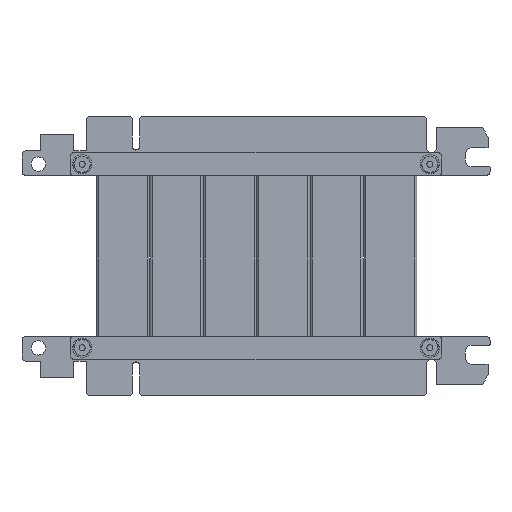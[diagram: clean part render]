
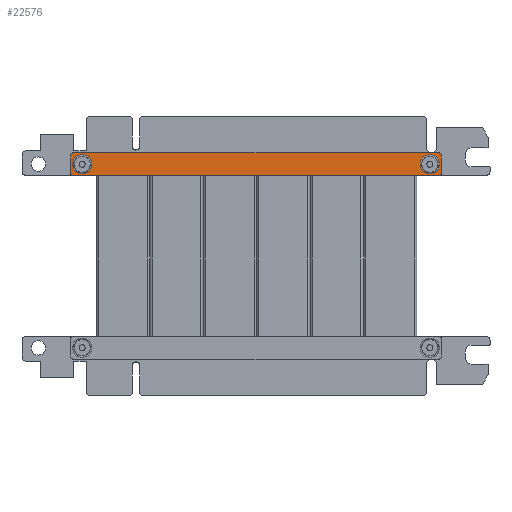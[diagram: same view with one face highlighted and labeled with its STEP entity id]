
A CAD part, top view. The second image highlights one B-rep face of the part: STEP entity #22576.
In plain terms, the highlighted planar face has unit normal (0, 0, 1).
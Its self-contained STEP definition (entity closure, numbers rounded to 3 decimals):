
#22330 = VERTEX_POINT('',#22331);
#22331 = CARTESIAN_POINT('',(-2.793,-2.305,2.5));
#22337 = EDGE_CURVE('',#22338,#22330,#22340,.T.);
#22338 = VERTEX_POINT('',#22339);
#22339 = CARTESIAN_POINT('',(-2.793,2.295,2.5));
#22340 = LINE('',#22341,#22342);
#22341 = CARTESIAN_POINT('',(-2.793,2.795,2.5));
#22342 = VECTOR('',#22343,1.);
#22343 = DIRECTION('',(0.,-1.,0.));
#22359 = EDGE_CURVE('',#22360,#22362,#22364,.T.);
#22360 = VERTEX_POINT('',#22361);
#22361 = CARTESIAN_POINT('',(-2.293,-2.805,2.5));
#22362 = VERTEX_POINT('',#22363);
#22363 = CARTESIAN_POINT('',(88.807,-2.805,2.5));
#22364 = LINE('',#22365,#22366);
#22365 = CARTESIAN_POINT('',(-2.793,-2.805,2.5));
#22366 = VECTOR('',#22367,1.);
#22367 = DIRECTION('',(1.,0.,0.));
#22390 = EDGE_CURVE('',#22391,#22393,#22395,.T.);
#22391 = VERTEX_POINT('',#22392);
#22392 = CARTESIAN_POINT('',(89.307,-2.305,2.5));
#22393 = VERTEX_POINT('',#22394);
#22394 = CARTESIAN_POINT('',(89.307,2.295,2.5));
#22395 = LINE('',#22396,#22397);
#22396 = CARTESIAN_POINT('',(89.307,-2.805,2.5));
#22397 = VECTOR('',#22398,1.);
#22398 = DIRECTION('',(0.,1.,0.));
#22423 = VERTEX_POINT('',#22424);
#22424 = CARTESIAN_POINT('',(-2.293,2.795,2.5));
#22430 = EDGE_CURVE('',#22431,#22423,#22433,.T.);
#22431 = VERTEX_POINT('',#22432);
#22432 = CARTESIAN_POINT('',(88.807,2.795,2.5));
#22433 = LINE('',#22434,#22435);
#22434 = CARTESIAN_POINT('',(89.307,2.795,2.5));
#22435 = VECTOR('',#22436,1.);
#22436 = DIRECTION('',(-1.,0.,0.));
#22576 = ADVANCED_FACE('',(#22577,#22588,#22599),#22633,.T.);
#22577 = FACE_BOUND('',#22578,.T.);
#22578 = EDGE_LOOP('',(#22579));
#22579 = ORIENTED_EDGE('',*,*,#22580,.F.);
#22580 = EDGE_CURVE('',#22581,#22581,#22583,.T.);
#22581 = VERTEX_POINT('',#22582);
#22582 = CARTESIAN_POINT('',(88.907,-0.005,2.5));
#22583 = CIRCLE('',#22584,2.4);
#22584 = AXIS2_PLACEMENT_3D('',#22585,#22586,#22587);
#22585 = CARTESIAN_POINT('',(86.507,-0.005,2.5));
#22586 = DIRECTION('',(0.,0.,1.));
#22587 = DIRECTION('',(1.,0.,0.));
#22588 = FACE_BOUND('',#22589,.T.);
#22589 = EDGE_LOOP('',(#22590));
#22590 = ORIENTED_EDGE('',*,*,#22591,.F.);
#22591 = EDGE_CURVE('',#22592,#22592,#22594,.T.);
#22592 = VERTEX_POINT('',#22593);
#22593 = CARTESIAN_POINT('',(2.4,0.,2.5));
#22594 = CIRCLE('',#22595,2.4);
#22595 = AXIS2_PLACEMENT_3D('',#22596,#22597,#22598);
#22596 = CARTESIAN_POINT('',(0.,0.,2.5));
#22597 = DIRECTION('',(0.,0.,1.));
#22598 = DIRECTION('',(1.,0.,0.));
#22599 = FACE_BOUND('',#22600,.T.);
#22600 = EDGE_LOOP('',(#22601,#22602,#22609,#22610,#22617,#22618,#22625,
    #22626));
#22601 = ORIENTED_EDGE('',*,*,#22337,.T.);
#22602 = ORIENTED_EDGE('',*,*,#22603,.T.);
#22603 = EDGE_CURVE('',#22330,#22360,#22604,.T.);
#22604 = CIRCLE('',#22605,0.5);
#22605 = AXIS2_PLACEMENT_3D('',#22606,#22607,#22608);
#22606 = CARTESIAN_POINT('',(-2.293,-2.305,2.5));
#22607 = DIRECTION('',(0.,0.,1.));
#22608 = DIRECTION('',(1.,0.,0.));
#22609 = ORIENTED_EDGE('',*,*,#22359,.T.);
#22610 = ORIENTED_EDGE('',*,*,#22611,.T.);
#22611 = EDGE_CURVE('',#22362,#22391,#22612,.T.);
#22612 = CIRCLE('',#22613,0.5);
#22613 = AXIS2_PLACEMENT_3D('',#22614,#22615,#22616);
#22614 = CARTESIAN_POINT('',(88.807,-2.305,2.5));
#22615 = DIRECTION('',(0.,0.,1.));
#22616 = DIRECTION('',(1.,0.,0.));
#22617 = ORIENTED_EDGE('',*,*,#22390,.T.);
#22618 = ORIENTED_EDGE('',*,*,#22619,.T.);
#22619 = EDGE_CURVE('',#22393,#22431,#22620,.T.);
#22620 = CIRCLE('',#22621,0.5);
#22621 = AXIS2_PLACEMENT_3D('',#22622,#22623,#22624);
#22622 = CARTESIAN_POINT('',(88.807,2.295,2.5));
#22623 = DIRECTION('',(0.,0.,1.));
#22624 = DIRECTION('',(1.,0.,0.));
#22625 = ORIENTED_EDGE('',*,*,#22430,.T.);
#22626 = ORIENTED_EDGE('',*,*,#22627,.T.);
#22627 = EDGE_CURVE('',#22423,#22338,#22628,.T.);
#22628 = CIRCLE('',#22629,0.5);
#22629 = AXIS2_PLACEMENT_3D('',#22630,#22631,#22632);
#22630 = CARTESIAN_POINT('',(-2.293,2.295,2.5));
#22631 = DIRECTION('',(0.,0.,1.));
#22632 = DIRECTION('',(1.,0.,0.));
#22633 = PLANE('',#22634);
#22634 = AXIS2_PLACEMENT_3D('',#22635,#22636,#22637);
#22635 = CARTESIAN_POINT('',(0.,0.,2.5));
#22636 = DIRECTION('',(0.,0.,1.));
#22637 = DIRECTION('',(1.,0.,0.));
